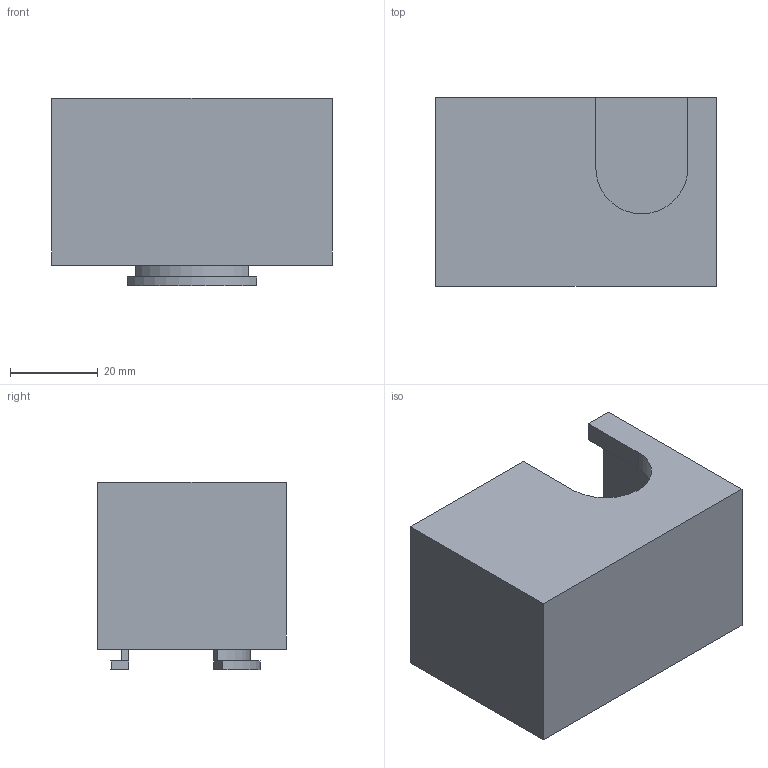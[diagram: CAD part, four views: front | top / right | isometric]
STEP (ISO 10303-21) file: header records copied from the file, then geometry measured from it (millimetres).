
FILE_DESCRIPTION(('FreeCAD Model'),'2;1');
FILE_NAME('goproFrame.STEP','2017-02-22T00:08:06',('Author'),(''), 'Open CASCADE STEP processor 6.8','FreeCAD','Unknown');
FILE_SCHEMA(('AUTOMOTIVE_DESIGN_CC2 { 1 2 10303 214 -1 1 5 4 }'));
Length unit declared in the file: millimetre
Products named in the file (2): ASSEMBLY; goproFrame
Assembly tree (1 placements, depth 2):
  ASSEMBLY
    goproFrame
Bounding box: 64 x 43 x 42.7 mm (x, y, z)
Volume: 24268.8 mm3; surface area: 20911 mm2
Topology: 1 solids, 1 shells, 47 faces, 107 edges, 65 vertices
Faces by surface type: plane 26, cylinder 17, sphere 4
Entity records: 2848 total; most frequent: CARTESIAN_POINT 629, DIRECTION 416, LINE 238, VECTOR 238, ORIENTED_EDGE 214, PCURVE 214, DEFINITIONAL_REPRESENTATION 214, EDGE_CURVE 107
